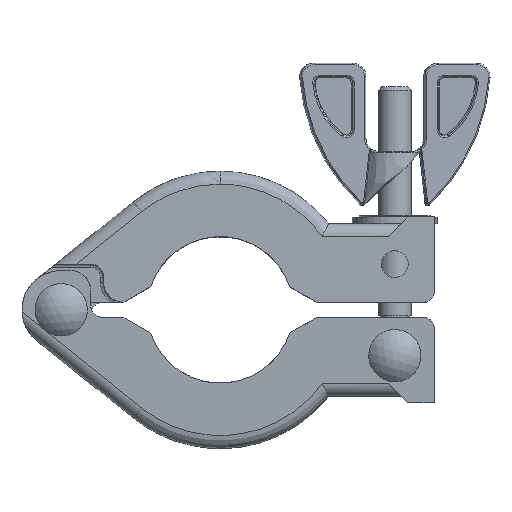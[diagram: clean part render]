
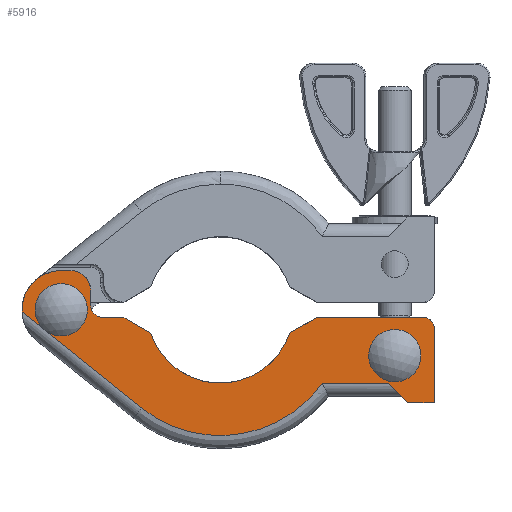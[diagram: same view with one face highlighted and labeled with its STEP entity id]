
A CAD part, top view. The second image highlights one B-rep face of the part: STEP entity #5916.
In plain terms, the highlighted planar face has unit normal (0, -0.009, 1).
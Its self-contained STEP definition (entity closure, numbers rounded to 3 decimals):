
#100=ELLIPSE('',#6585,2.05,2.05);
#101=ELLIPSE('',#6586,2.05,2.05);
#102=ELLIPSE('',#6589,6.,6.);
#105=ELLIPSE('',#6601,2.05,2.05);
#106=ELLIPSE('',#6602,2.05,2.05);
#111=ELLIPSE('',#6620,11.2,11.2);
#117=ELLIPSE('',#6647,1.5,1.5);
#120=ELLIPSE('',#6658,3.,3.);
#121=ELLIPSE('',#6662,2.,2.);
#122=ELLIPSE('',#6663,19.201,19.2);
#363=FACE_BOUND('',#1962,.T.);
#364=FACE_BOUND('',#1963,.T.);
#459=PLANE('',#6661);
#737=LINE('',#11840,#1081);
#741=LINE('',#11859,#1085);
#746=LINE('',#11927,#1090);
#748=LINE('',#11947,#1092);
#771=LINE('',#12055,#1115);
#782=LINE('',#12090,#1126);
#784=LINE('',#12093,#1128);
#785=LINE('',#12097,#1129);
#786=LINE('',#12099,#1130);
#787=LINE('',#12100,#1131);
#788=LINE('',#12103,#1132);
#1081=VECTOR('',#8248,1000.);
#1085=VECTOR('',#8254,1000.);
#1090=VECTOR('',#8281,1000.);
#1092=VECTOR('',#8285,1000.);
#1115=VECTOR('',#8348,1000.);
#1126=VECTOR('',#8389,1000.);
#1128=VECTOR('',#8393,1000.);
#1129=VECTOR('',#8396,1000.);
#1130=VECTOR('',#8397,1000.);
#1131=VECTOR('',#8398,1000.);
#1132=VECTOR('',#8401,1000.);
#1590=FACE_OUTER_BOUND('',#1961,.T.);
#1961=EDGE_LOOP('',(#5369,#5370,#5371,#5372,#5373,#5374,#5375,#5376,#5377,
#5378,#5379,#5380,#5381,#5382,#5383,#5384,#5385));
#1962=EDGE_LOOP('',(#5386,#5387));
#1963=EDGE_LOOP('',(#5388,#5389));
#2792=VERTEX_POINT('',#11718);
#2793=VERTEX_POINT('',#11720);
#2797=VERTEX_POINT('',#11729);
#2798=VERTEX_POINT('',#11738);
#2809=VERTEX_POINT('',#11765);
#2810=VERTEX_POINT('',#11767);
#2836=VERTEX_POINT('',#11837);
#2837=VERTEX_POINT('',#11839);
#2841=VERTEX_POINT('',#11854);
#2850=VERTEX_POINT('',#11900);
#2855=VERTEX_POINT('',#11922);
#2858=VERTEX_POINT('',#11946);
#2885=VERTEX_POINT('',#12052);
#2886=VERTEX_POINT('',#12054);
#2893=VERTEX_POINT('',#12083);
#2894=VERTEX_POINT('',#12085);
#2895=VERTEX_POINT('',#12089);
#2896=VERTEX_POINT('',#12095);
#2897=VERTEX_POINT('',#12096);
#2898=VERTEX_POINT('',#12098);
#2899=VERTEX_POINT('',#12102);
#3614=EDGE_CURVE('',#2793,#2792,#100,.T.);
#3615=EDGE_CURVE('',#2792,#2793,#101,.T.);
#3619=EDGE_CURVE('',#2797,#2798,#102,.T.);
#3633=EDGE_CURVE('',#2810,#2809,#105,.T.);
#3634=EDGE_CURVE('',#2809,#2810,#106,.T.);
#3663=EDGE_CURVE('',#2836,#2837,#737,.T.);
#3669=EDGE_CURVE('',#2837,#2841,#741,.T.);
#3679=EDGE_CURVE('',#2841,#2850,#111,.T.);
#3687=EDGE_CURVE('',#2850,#2855,#746,.T.);
#3691=EDGE_CURVE('',#2855,#2858,#748,.T.);
#3730=EDGE_CURVE('',#2885,#2886,#771,.T.);
#3734=EDGE_CURVE('',#2885,#2858,#117,.T.);
#3747=EDGE_CURVE('',#2894,#2893,#120,.T.);
#3748=EDGE_CURVE('',#2893,#2895,#782,.T.);
#3750=EDGE_CURVE('',#2798,#2894,#784,.T.);
#3751=EDGE_CURVE('',#2896,#2897,#785,.T.);
#3752=EDGE_CURVE('',#2898,#2897,#786,.T.);
#3753=EDGE_CURVE('',#2886,#2898,#787,.T.);
#3754=EDGE_CURVE('',#2836,#2895,#121,.T.);
#3755=EDGE_CURVE('',#2797,#2899,#788,.T.);
#3756=EDGE_CURVE('',#2899,#2896,#122,.T.);
#5369=ORIENTED_EDGE('',*,*,#3751,.T.);
#5370=ORIENTED_EDGE('',*,*,#3752,.F.);
#5371=ORIENTED_EDGE('',*,*,#3753,.F.);
#5372=ORIENTED_EDGE('',*,*,#3730,.F.);
#5373=ORIENTED_EDGE('',*,*,#3734,.T.);
#5374=ORIENTED_EDGE('',*,*,#3691,.F.);
#5375=ORIENTED_EDGE('',*,*,#3687,.F.);
#5376=ORIENTED_EDGE('',*,*,#3679,.F.);
#5377=ORIENTED_EDGE('',*,*,#3669,.F.);
#5378=ORIENTED_EDGE('',*,*,#3663,.F.);
#5379=ORIENTED_EDGE('',*,*,#3754,.T.);
#5380=ORIENTED_EDGE('',*,*,#3748,.F.);
#5381=ORIENTED_EDGE('',*,*,#3747,.F.);
#5382=ORIENTED_EDGE('',*,*,#3750,.F.);
#5383=ORIENTED_EDGE('',*,*,#3619,.F.);
#5384=ORIENTED_EDGE('',*,*,#3755,.T.);
#5385=ORIENTED_EDGE('',*,*,#3756,.T.);
#5386=ORIENTED_EDGE('',*,*,#3633,.T.);
#5387=ORIENTED_EDGE('',*,*,#3634,.T.);
#5388=ORIENTED_EDGE('',*,*,#3614,.T.);
#5389=ORIENTED_EDGE('',*,*,#3615,.T.);
#5916=ADVANCED_FACE('',(#1590,#363,#364),#459,.F.);
#6585=AXIS2_PLACEMENT_3D('',#11721,#8167,#8168);
#6586=AXIS2_PLACEMENT_3D('',#11722,#8169,#8170);
#6589=AXIS2_PLACEMENT_3D('',#11739,#8176,#8177);
#6601=AXIS2_PLACEMENT_3D('',#11768,#8205,#8206);
#6602=AXIS2_PLACEMENT_3D('',#11769,#8207,#8208);
#6620=AXIS2_PLACEMENT_3D('',#11901,#8270,#8271);
#6647=AXIS2_PLACEMENT_3D('',#12061,#8355,#8356);
#6658=AXIS2_PLACEMENT_3D('',#12087,#8385,#8386);
#6661=AXIS2_PLACEMENT_3D('',#12094,#8394,#8395);
#6662=AXIS2_PLACEMENT_3D('',#12101,#8399,#8400);
#6663=AXIS2_PLACEMENT_3D('',#12104,#8402,#8403);
#8167=DIRECTION('center_axis',(0.,0.009,
-1.));
#8168=DIRECTION('ref_axis',(0.,1.,0.009));
#8169=DIRECTION('center_axis',(0.,0.009,
-1.));
#8170=DIRECTION('ref_axis',(0.,1.,0.009));
#8176=DIRECTION('center_axis',(0.,0.009,
-1.));
#8177=DIRECTION('ref_axis',(0.,-1.,-0.009));
#8205=DIRECTION('center_axis',(0.,0.009,
-1.));
#8206=DIRECTION('ref_axis',(0.,1.,0.009));
#8207=DIRECTION('center_axis',(0.,0.009,
-1.));
#8208=DIRECTION('ref_axis',(0.,1.,0.009));
#8248=DIRECTION('',(1.,0.,0.));
#8254=DIRECTION('',(0.866,-0.5,-0.004));
#8270=DIRECTION('center_axis',(0.,-0.009,
1.));
#8271=DIRECTION('ref_axis',(0.,-1.,-0.009));
#8281=DIRECTION('',(0.866,0.5,0.004));
#8285=DIRECTION('',(1.,0.,0.));
#8348=DIRECTION('',(0.,-1.,-0.009));
#8355=DIRECTION('center_axis',(0.,-0.009,
1.));
#8356=DIRECTION('ref_axis',(0.,-1.,-0.009));
#8385=DIRECTION('center_axis',(0.,0.009,
-1.));
#8386=DIRECTION('ref_axis',(0.,-1.,-0.009));
#8389=DIRECTION('',(0.,-1.,-0.009));
#8393=DIRECTION('',(1.,0.,0.));
#8394=DIRECTION('center_axis',(0.,0.009,
-1.));
#8395=DIRECTION('ref_axis',(1.,0.,0.));
#8396=DIRECTION('',(1.,0.,0.));
#8397=DIRECTION('',(-0.707,0.707,0.006));
#8398=DIRECTION('',(-1.,0.,0.));
#8399=DIRECTION('center_axis',(0.,0.009,
-1.));
#8400=DIRECTION('ref_axis',(0.,-1.,-0.009));
#8401=DIRECTION('',(0.78,-0.626,-0.005));
#8402=DIRECTION('center_axis',(0.,-0.009,
1.));
#8403=DIRECTION('ref_axis',(0.,-1.,-0.009));
#11718=CARTESIAN_POINT('',(-22.25,0.,8.185));
#11720=CARTESIAN_POINT('',(-26.35,0.,8.185));
#11721=CARTESIAN_POINT('Origin',(-24.3,0.,8.185));
#11722=CARTESIAN_POINT('Origin',(-24.3,0.,8.185));
#11729=CARTESIAN_POINT('',(-30.29,-0.342,8.182));
#11738=CARTESIAN_POINT('',(-24.3,6.,8.237));
#11739=CARTESIAN_POINT('Origin',(-24.3,0.,8.185));
#11765=CARTESIAN_POINT('',(28.75,-7.,8.124));
#11767=CARTESIAN_POINT('',(24.65,-7.,8.124));
#11768=CARTESIAN_POINT('Origin',(26.7,-7.,8.124));
#11769=CARTESIAN_POINT('Origin',(26.7,-7.,8.124));
#11837=CARTESIAN_POINT('',(-17.8,-1.2,8.175));
#11839=CARTESIAN_POINT('',(-14.7,-1.2,8.175));
#11840=CARTESIAN_POINT('',(-14.7,-1.2,8.175));
#11854=CARTESIAN_POINT('',(-10.621,-3.555,8.154));
#11859=CARTESIAN_POINT('',(-10.56,-3.59,8.154));
#11900=CARTESIAN_POINT('',(10.621,-3.555,8.154));
#11901=CARTESIAN_POINT('Origin',(0.,0.,
8.185));
#11922=CARTESIAN_POINT('',(14.7,-1.2,8.175));
#11927=CARTESIAN_POINT('',(14.639,-1.235,8.174));
#11946=CARTESIAN_POINT('',(31.2,-1.2,8.175));
#11947=CARTESIAN_POINT('',(32.7,-1.2,8.175));
#12052=CARTESIAN_POINT('',(32.7,-2.7,8.161));
#12054=CARTESIAN_POINT('',(32.7,-14.2,8.061));
#12055=CARTESIAN_POINT('',(32.7,-14.2,8.061));
#12061=CARTESIAN_POINT('Origin',(31.2,-2.7,8.161));
#12083=CARTESIAN_POINT('',(-19.8,3.,8.211));
#12085=CARTESIAN_POINT('',(-22.8,6.,8.237));
#12087=CARTESIAN_POINT('Origin',(-22.8,3.,8.211));
#12089=CARTESIAN_POINT('',(-19.8,0.8,8.192));
#12090=CARTESIAN_POINT('',(-19.8,-1.201,8.175));
#12093=CARTESIAN_POINT('',(-24.3,6.,8.237));
#12094=CARTESIAN_POINT('Origin',(-22.8,2.999,8.211));
#12095=CARTESIAN_POINT('',(15.595,-11.217,8.087));
#12096=CARTESIAN_POINT('',(25.717,-11.217,8.087));
#12097=CARTESIAN_POINT('',(-22.8,-11.217,8.087));
#12098=CARTESIAN_POINT('',(28.7,-14.2,8.061));
#12099=CARTESIAN_POINT('',(27.77,-13.27,8.069));
#12100=CARTESIAN_POINT('',(28.7,-14.2,8.061));
#12101=CARTESIAN_POINT('Origin',(-17.8,0.8,8.192));
#12102=CARTESIAN_POINT('',(-12.01,-14.998,8.054));
#12103=CARTESIAN_POINT('',(-27.361,-2.69,8.162));
#12104=CARTESIAN_POINT('Origin',(0.,-0.017,
8.185));
